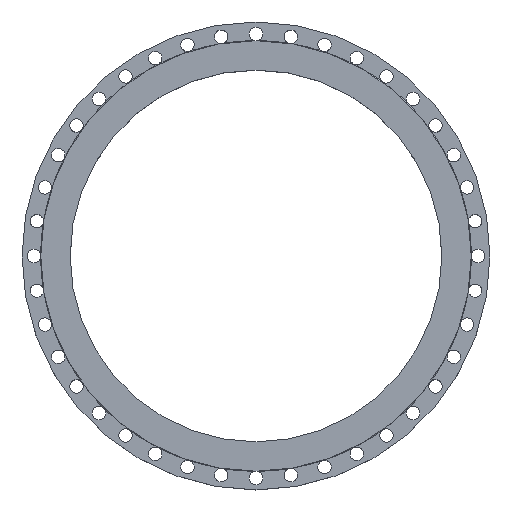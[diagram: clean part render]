
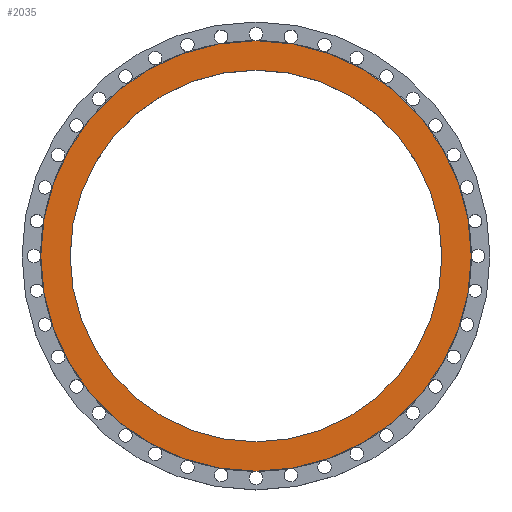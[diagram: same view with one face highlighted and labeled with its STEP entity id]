
A CAD part, top view. The second image highlights one B-rep face of the part: STEP entity #2035.
In plain terms, the highlighted planar face has unit normal (0, 0, 1).
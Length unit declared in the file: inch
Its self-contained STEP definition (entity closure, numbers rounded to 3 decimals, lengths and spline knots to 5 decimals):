
#9 = CARTESIAN_POINT ( 'NONE',  ( 17.375, 0., 0. ) ) ;
#150 = CARTESIAN_POINT ( 'NONE',  ( 0., 0., 0. ) ) ;
#178 = CIRCLE ( 'NONE', #3582, 20.125 ) ;
#202 = CIRCLE ( 'NONE', #3665, 20.125 ) ;
#284 = ORIENTED_EDGE ( 'NONE', *, *, #3309, .F. ) ;
#612 = ORIENTED_EDGE ( 'NONE', *, *, #1598, .T. ) ;
#647 = AXIS2_PLACEMENT_3D ( 'NONE', #1067, #2684, #754 ) ;
#754 = DIRECTION ( 'NONE',  ( -1., 0., 0. ) ) ;
#961 = DIRECTION ( 'NONE',  ( 1., 0., 0. ) ) ;
#1046 = DIRECTION ( 'NONE',  ( 1., 0., 0. ) ) ;
#1067 = CARTESIAN_POINT ( 'NONE',  ( 0., 17.375, 0. ) ) ;
#1178 = VERTEX_POINT ( 'NONE', #9 ) ;
#1433 = CARTESIAN_POINT ( 'NONE',  ( -20.125, 0., 0. ) ) ;
#1550 = EDGE_LOOP ( 'NONE', ( #612, #2167 ) ) ;
#1598 = EDGE_CURVE ( 'NONE', #3911, #3935, #178, .T. ) ;
#1679 = CARTESIAN_POINT ( 'NONE',  ( -17.375, 0., 0. ) ) ;
#1789 = CIRCLE ( 'NONE', #3336, 17.375 ) ;
#1883 = EDGE_LOOP ( 'NONE', ( #284, #3092 ) ) ;
#2029 = DIRECTION ( 'NONE',  ( 1., 0., 0. ) ) ;
#2035 = ADVANCED_FACE ( 'NONE', ( #2637, #2622 ), #2049, .F. ) ;
#2049 = PLANE ( 'NONE',  #647 ) ;
#2132 = CARTESIAN_POINT ( 'NONE',  ( 20.125, 0., 0. ) ) ;
#2167 = ORIENTED_EDGE ( 'NONE', *, *, #3539, .T. ) ;
#2263 = CIRCLE ( 'NONE', #3072, 17.375 ) ;
#2394 = DIRECTION ( 'NONE',  ( 0., 0., 1. ) ) ;
#2538 = DIRECTION ( 'NONE',  ( 0., 0., 1. ) ) ;
#2544 = DIRECTION ( 'NONE',  ( 1., 0., 0. ) ) ;
#2603 = DIRECTION ( 'NONE',  ( 0., 0., 1. ) ) ;
#2622 = FACE_OUTER_BOUND ( 'NONE', #1550, .T. ) ;
#2637 = FACE_BOUND ( 'NONE', #1883, .T. ) ;
#2638 = DIRECTION ( 'NONE',  ( 0., 0., 1. ) ) ;
#2684 = DIRECTION ( 'NONE',  ( 0., 0., -1. ) ) ;
#2707 = CARTESIAN_POINT ( 'NONE',  ( 0., 0., 0. ) ) ;
#2853 = CARTESIAN_POINT ( 'NONE',  ( 0., 0., 0. ) ) ;
#3072 = AXIS2_PLACEMENT_3D ( 'NONE', #4122, #2603, #2544 ) ;
#3092 = ORIENTED_EDGE ( 'NONE', *, *, #3110, .F. ) ;
#3110 = EDGE_CURVE ( 'NONE', #3950, #1178, #2263, .T. ) ;
#3309 = EDGE_CURVE ( 'NONE', #1178, #3950, #1789, .T. ) ;
#3336 = AXIS2_PLACEMENT_3D ( 'NONE', #150, #2638, #1046 ) ;
#3539 = EDGE_CURVE ( 'NONE', #3935, #3911, #202, .T. ) ;
#3582 = AXIS2_PLACEMENT_3D ( 'NONE', #2707, #2394, #2029 ) ;
#3665 = AXIS2_PLACEMENT_3D ( 'NONE', #2853, #2538, #961 ) ;
#3911 = VERTEX_POINT ( 'NONE', #2132 ) ;
#3935 = VERTEX_POINT ( 'NONE', #1433 ) ;
#3950 = VERTEX_POINT ( 'NONE', #1679 ) ;
#4122 = CARTESIAN_POINT ( 'NONE',  ( 0., 0., 0. ) ) ;
